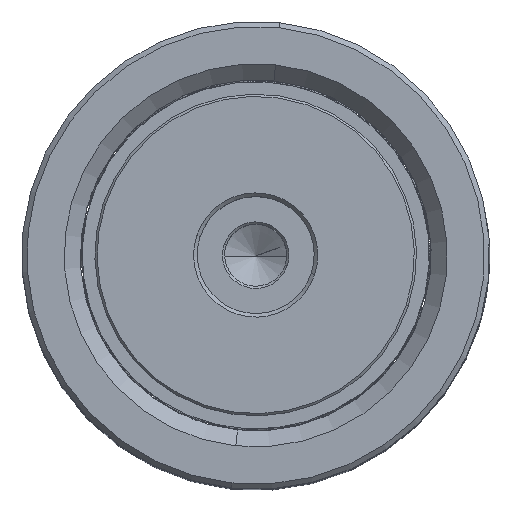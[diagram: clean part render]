
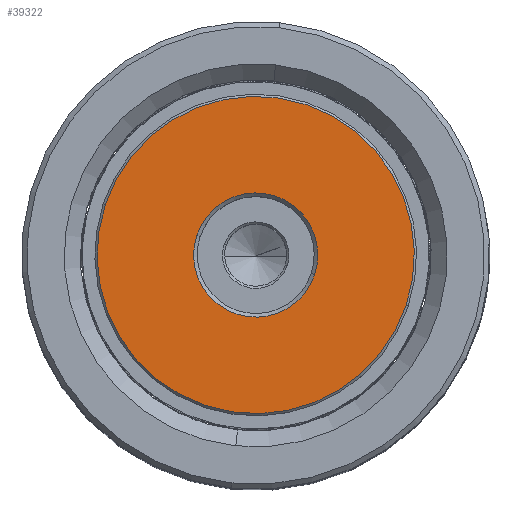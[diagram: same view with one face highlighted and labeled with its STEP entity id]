
A CAD part, top view. The second image highlights one B-rep face of the part: STEP entity #39322.
In plain terms, the highlighted face is planar.
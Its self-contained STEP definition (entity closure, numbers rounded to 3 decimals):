
#1334 = CARTESIAN_POINT ( 'NONE',  ( 0., 0., 0. ) ) ;
#5687 = ORIENTED_EDGE ( 'NONE', *, *, #11493, .T. ) ;
#7863 = ORIENTED_EDGE ( 'NONE', *, *, #11963, .T. ) ;
#9681 = AXIS2_PLACEMENT_3D ( 'NONE', #1334, #32292, #32130 ) ;
#9835 = CIRCLE ( 'NONE', #18778, 8.5 ) ;
#9970 = EDGE_CURVE ( 'NONE', #13137, #30711, #37773, .T. ) ;
#10434 = FACE_OUTER_BOUND ( 'NONE', #20468, .T. ) ;
#11493 = EDGE_CURVE ( 'NONE', #17632, #30105, #9835, .T. ) ;
#11869 = PLANE ( 'NONE',  #29014 ) ;
#11963 = EDGE_CURVE ( 'NONE', #30711, #13137, #22124, .T. ) ;
#12595 = EDGE_CURVE ( 'NONE', #30105, #17632, #35484, .T. ) ;
#13137 = VERTEX_POINT ( 'NONE', #22960 ) ;
#13604 = DIRECTION ( 'NONE',  ( 0., 0., -1. ) ) ;
#15160 = DIRECTION ( 'NONE',  ( 0., 0., 1. ) ) ;
#15442 = CARTESIAN_POINT ( 'NONE',  ( 0., 0., 0. ) ) ;
#15943 = CARTESIAN_POINT ( 'NONE',  ( 8.5, 0., 0. ) ) ;
#16797 = DIRECTION ( 'NONE',  ( 1., 0., 0. ) ) ;
#17084 = CARTESIAN_POINT ( 'NONE',  ( 0., 0., 0. ) ) ;
#17632 = VERTEX_POINT ( 'NONE', #15943 ) ;
#18778 = AXIS2_PLACEMENT_3D ( 'NONE', #17084, #30387, #16797 ) ;
#20468 = EDGE_LOOP ( 'NONE', ( #7863, #39817 ) ) ;
#22124 = CIRCLE ( 'NONE', #32812, 21.7 ) ;
#22960 = CARTESIAN_POINT ( 'NONE',  ( -21.7, 0., 0. ) ) ;
#23882 = CARTESIAN_POINT ( 'NONE',  ( 0., 0., 0. ) ) ;
#24252 = DIRECTION ( 'NONE',  ( 1., 0., 0. ) ) ;
#25738 = ORIENTED_EDGE ( 'NONE', *, *, #12595, .T. ) ;
#28624 = FACE_BOUND ( 'NONE', #39259, .T. ) ;
#29014 = AXIS2_PLACEMENT_3D ( 'NONE', #15442, #15160, #32360 ) ;
#30105 = VERTEX_POINT ( 'NONE', #35948 ) ;
#30387 = DIRECTION ( 'NONE',  ( 0., 0., 1. ) ) ;
#30711 = VERTEX_POINT ( 'NONE', #31774 ) ;
#31629 = DIRECTION ( 'NONE',  ( 0., 0., 1. ) ) ;
#31774 = CARTESIAN_POINT ( 'NONE',  ( 21.7, 0., 0. ) ) ;
#32130 = DIRECTION ( 'NONE',  ( 1., 0., 0. ) ) ;
#32292 = DIRECTION ( 'NONE',  ( 0., 0., -1. ) ) ;
#32360 = DIRECTION ( 'NONE',  ( 1., 0., 0. ) ) ;
#32812 = AXIS2_PLACEMENT_3D ( 'NONE', #23882, #13604, #41450 ) ;
#34911 = CARTESIAN_POINT ( 'NONE',  ( 0., 0., 0. ) ) ;
#35484 = CIRCLE ( 'NONE', #38567, 8.5 ) ;
#35948 = CARTESIAN_POINT ( 'NONE',  ( -8.5, 0., 0. ) ) ;
#37773 = CIRCLE ( 'NONE', #9681, 21.7 ) ;
#38567 = AXIS2_PLACEMENT_3D ( 'NONE', #34911, #31629, #24252 ) ;
#39259 = EDGE_LOOP ( 'NONE', ( #25738, #5687 ) ) ;
#39322 = ADVANCED_FACE ( 'NONE', ( #10434, #28624 ), #11869, .F. ) ;
#39817 = ORIENTED_EDGE ( 'NONE', *, *, #9970, .T. ) ;
#41450 = DIRECTION ( 'NONE',  ( 1., 0., 0. ) ) ;
